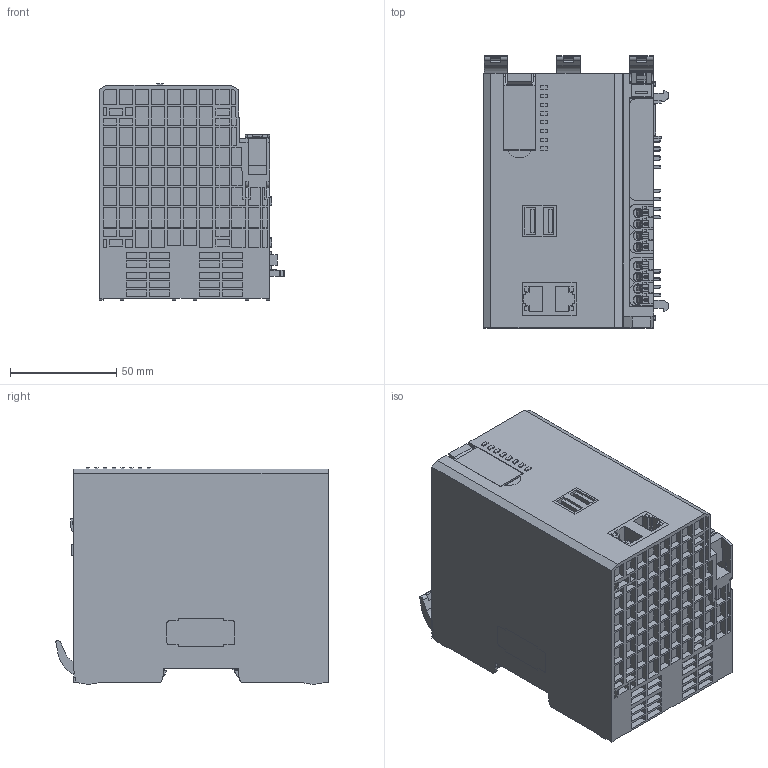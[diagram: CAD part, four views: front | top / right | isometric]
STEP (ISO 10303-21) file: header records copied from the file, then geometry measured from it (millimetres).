
FILE_DESCRIPTION(('CATIA V5 STEP Exchange','CAx-IF Rec.Pracs.--- Model Styling and Organization---1.4--- 2014-01-23'),'2;1');
FILE_NAME ('D1588056_0', '2023-09-08T07:08:07+00:00', ('none'), ('Weidmueller'), 'CATIA Version 5-6 Release 2016 SP3 HF44', 'CATIA V5 STEP AP214', 'none');
FILE_SCHEMA(('AUTOMOTIVE_DESIGN { 1 0 10303 214 1 1 1 1 }'));
Products named in the file (1): S3D_UC20_M3000
Bounding box: 87 x 127.88 x 101.7 mm (x, y, z)
Volume: 865429.4 mm3; surface area: 106250.4 mm2
Topology: 115 solids, 115 shells, 3514 faces, 9134 edges, 6106 vertices
Faces by surface type: plane 3117, cylinder 366, extrusion 30, sphere 1
Entity records: 103980 total; most frequent: CARTESIAN_POINT 20834, ORIENTED_EDGE 18268, DIRECTION 12715, EDGE_CURVE 9134, VECTOR 7767, LINE 7737, VERTEX_POINT 6106, EDGE_LOOP 3780
